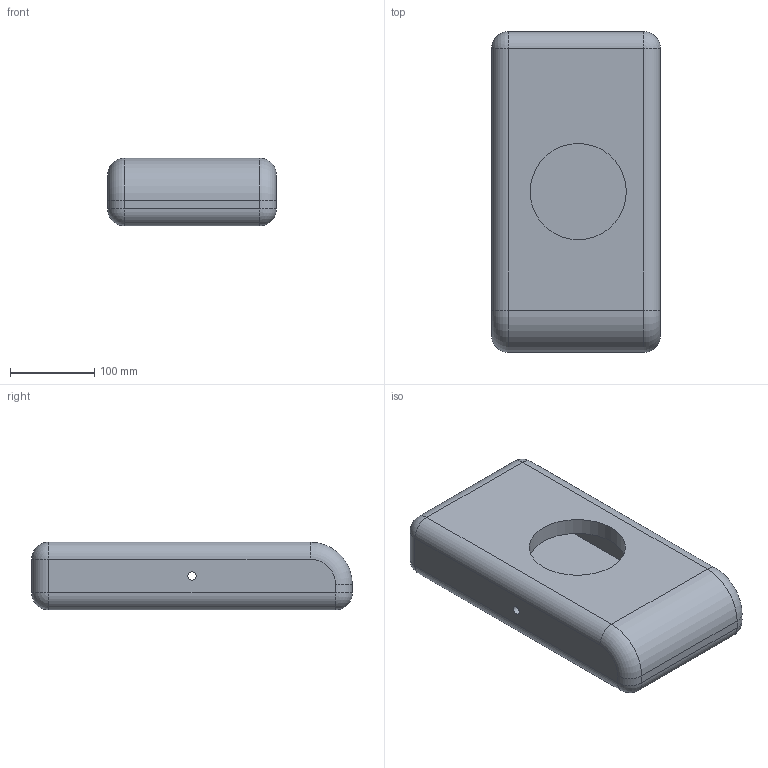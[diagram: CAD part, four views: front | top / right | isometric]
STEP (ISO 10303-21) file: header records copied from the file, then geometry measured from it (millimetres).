
FILE_DESCRIPTION(('HOOPS Exchange Step'),'2;1');
FILE_NAME('temp_export','2021-04-01T17:20:13+11:00',('mobile'),('Shapr3D Limited'),'HOOPS Exchange 2020.2','Shapr3D','Authorized');
FILE_SCHEMA( ('AP203_CONFIGURATION_CONTROLLED_3D_DESIGN_OF_MECHANICAL_PARTS_AND_ASSEMBLIES_MIM_LF') );
Length unit declared in the file: millimetre
Products named in the file (1): 25CC7D4E-CF1B-47D2-B652-DC68FA599A42.tmp
Bounding box: 200 x 380 x 80 mm (x, y, z)
Volume: 3367069.4 mm3; surface area: 443823.4 mm2
Topology: 2 solids, 2 shells, 741 faces, 2193 edges, 1450 vertices
Faces by surface type: plane 381, cylinder 352, sphere 6, torus 2
Full cylindrical faces by diameter (mm): 10 x2, 114 x1
Entity records: 25611 total; most frequent: CARTESIAN_POINT 4379, DIRECTION 4379, ORIENTED_EDGE 4374, EDGE_CURVE 2187, VECTOR 1479, LINE 1479, AXIS2_PLACEMENT_3D 1450, VERTEX_POINT 1450
